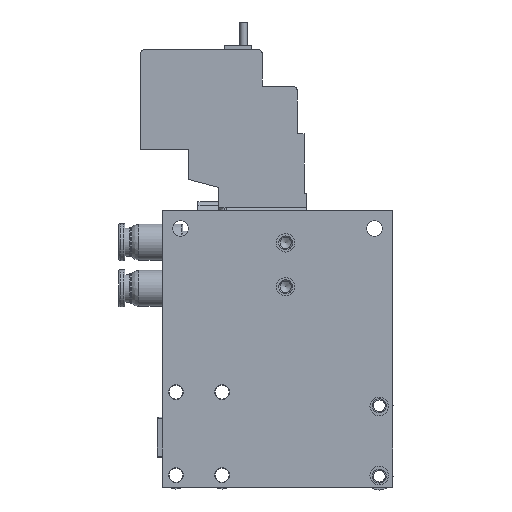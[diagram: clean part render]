
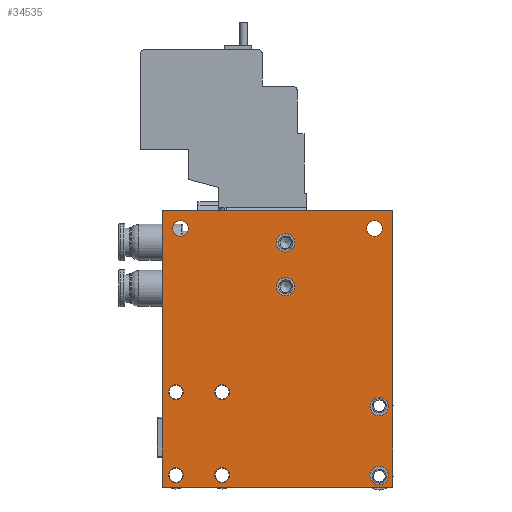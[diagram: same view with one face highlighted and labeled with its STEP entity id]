
A CAD part, front view. The second image highlights one B-rep face of the part: STEP entity #34535.
In plain terms, the highlighted planar face has unit normal (0, -1, 0).
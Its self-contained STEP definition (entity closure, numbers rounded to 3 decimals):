
#1919=FACE_BOUND('',#5839,.T.);
#1920=FACE_BOUND('',#5840,.T.);
#1921=FACE_BOUND('',#5841,.T.);
#1922=FACE_BOUND('',#5842,.T.);
#1923=FACE_BOUND('',#5843,.T.);
#1924=FACE_BOUND('',#5844,.T.);
#1925=FACE_BOUND('',#5845,.T.);
#1926=FACE_BOUND('',#5846,.T.);
#1927=FACE_BOUND('',#5847,.T.);
#1928=FACE_BOUND('',#5848,.T.);
#3771=FACE_OUTER_BOUND('',#5838,.T.);
#5838=EDGE_LOOP('',(#30395,#30396,#30397,#30398));
#5839=EDGE_LOOP('',(#30399));
#5840=EDGE_LOOP('',(#30400));
#5841=EDGE_LOOP('',(#30401));
#5842=EDGE_LOOP('',(#30402));
#5843=EDGE_LOOP('',(#30403));
#5844=EDGE_LOOP('',(#30404));
#5845=EDGE_LOOP('',(#30405));
#5846=EDGE_LOOP('',(#30406));
#5847=EDGE_LOOP('',(#30407));
#5848=EDGE_LOOP('',(#30408));
#9138=LINE('',#59073,#12400);
#9139=LINE('',#59075,#12401);
#9140=LINE('',#59077,#12402);
#9141=LINE('',#59078,#12403);
#12400=VECTOR('',#45125,10.);
#12401=VECTOR('',#45126,10.);
#12402=VECTOR('',#45127,10.);
#12403=VECTOR('',#45128,10.);
#13138=CIRCLE('',#37179,1.6);
#13139=CIRCLE('',#37180,2.);
#13140=CIRCLE('',#37181,2.);
#13141=CIRCLE('',#37182,1.6);
#13142=CIRCLE('',#37183,2.);
#13143=CIRCLE('',#37184,1.6);
#13144=CIRCLE('',#37185,1.7);
#13145=CIRCLE('',#37186,2.);
#13146=CIRCLE('',#37187,1.6);
#13147=CIRCLE('',#37188,1.7);
#16219=VERTEX_POINT('',#59071);
#16220=VERTEX_POINT('',#59072);
#16221=VERTEX_POINT('',#59074);
#16222=VERTEX_POINT('',#59076);
#16223=VERTEX_POINT('',#59079);
#16224=VERTEX_POINT('',#59081);
#16225=VERTEX_POINT('',#59083);
#16226=VERTEX_POINT('',#59085);
#16227=VERTEX_POINT('',#59087);
#16228=VERTEX_POINT('',#59089);
#16229=VERTEX_POINT('',#59091);
#16230=VERTEX_POINT('',#59093);
#16231=VERTEX_POINT('',#59095);
#16232=VERTEX_POINT('',#59097);
#20953=EDGE_CURVE('',#16219,#16220,#9138,.T.);
#20954=EDGE_CURVE('',#16220,#16221,#9139,.T.);
#20955=EDGE_CURVE('',#16221,#16222,#9140,.T.);
#20956=EDGE_CURVE('',#16222,#16219,#9141,.T.);
#20957=EDGE_CURVE('',#16223,#16223,#13138,.T.);
#20958=EDGE_CURVE('',#16224,#16224,#13139,.T.);
#20959=EDGE_CURVE('',#16225,#16225,#13140,.T.);
#20960=EDGE_CURVE('',#16226,#16226,#13141,.T.);
#20961=EDGE_CURVE('',#16227,#16227,#13142,.T.);
#20962=EDGE_CURVE('',#16228,#16228,#13143,.T.);
#20963=EDGE_CURVE('',#16229,#16229,#13144,.T.);
#20964=EDGE_CURVE('',#16230,#16230,#13145,.T.);
#20965=EDGE_CURVE('',#16231,#16231,#13146,.T.);
#20966=EDGE_CURVE('',#16232,#16232,#13147,.T.);
#30395=ORIENTED_EDGE('',*,*,#20953,.T.);
#30396=ORIENTED_EDGE('',*,*,#20954,.T.);
#30397=ORIENTED_EDGE('',*,*,#20955,.T.);
#30398=ORIENTED_EDGE('',*,*,#20956,.T.);
#30399=ORIENTED_EDGE('',*,*,#20957,.T.);
#30400=ORIENTED_EDGE('',*,*,#20958,.T.);
#30401=ORIENTED_EDGE('',*,*,#20959,.T.);
#30402=ORIENTED_EDGE('',*,*,#20960,.T.);
#30403=ORIENTED_EDGE('',*,*,#20961,.T.);
#30404=ORIENTED_EDGE('',*,*,#20962,.T.);
#30405=ORIENTED_EDGE('',*,*,#20963,.T.);
#30406=ORIENTED_EDGE('',*,*,#20964,.T.);
#30407=ORIENTED_EDGE('',*,*,#20965,.T.);
#30408=ORIENTED_EDGE('',*,*,#20966,.T.);
#31654=PLANE('',#37178);
#34535=ADVANCED_FACE('',(#3771,#1919,#1920,#1921,#1922,#1923,#1924,#1925,
#1926,#1927,#1928),#31654,.F.);
#37178=AXIS2_PLACEMENT_3D('',#59070,#45123,#45124);
#37179=AXIS2_PLACEMENT_3D('',#59080,#45129,#45130);
#37180=AXIS2_PLACEMENT_3D('',#59082,#45131,#45132);
#37181=AXIS2_PLACEMENT_3D('',#59084,#45133,#45134);
#37182=AXIS2_PLACEMENT_3D('',#59086,#45135,#45136);
#37183=AXIS2_PLACEMENT_3D('',#59088,#45137,#45138);
#37184=AXIS2_PLACEMENT_3D('',#59090,#45139,#45140);
#37185=AXIS2_PLACEMENT_3D('',#59092,#45141,#45142);
#37186=AXIS2_PLACEMENT_3D('',#59094,#45143,#45144);
#37187=AXIS2_PLACEMENT_3D('',#59096,#45145,#45146);
#37188=AXIS2_PLACEMENT_3D('',#59098,#45147,#45148);
#45123=DIRECTION('center_axis',(0.,1.,0.));
#45124=DIRECTION('ref_axis',(1.,0.,0.));
#45125=DIRECTION('',(-1.,0.,0.));
#45126=DIRECTION('',(0.,0.,-1.));
#45127=DIRECTION('',(1.,0.,0.));
#45128=DIRECTION('',(0.,0.,1.));
#45129=DIRECTION('center_axis',(0.,1.,0.));
#45130=DIRECTION('ref_axis',(1.,0.,0.));
#45131=DIRECTION('center_axis',(0.,1.,0.));
#45132=DIRECTION('ref_axis',(1.,0.,0.));
#45133=DIRECTION('center_axis',(0.,1.,0.));
#45134=DIRECTION('ref_axis',(1.,0.,0.));
#45135=DIRECTION('center_axis',(0.,1.,0.));
#45136=DIRECTION('ref_axis',(1.,0.,0.));
#45137=DIRECTION('center_axis',(0.,1.,0.));
#45138=DIRECTION('ref_axis',(1.,0.,0.));
#45139=DIRECTION('center_axis',(0.,1.,0.));
#45140=DIRECTION('ref_axis',(1.,0.,0.));
#45141=DIRECTION('center_axis',(0.,1.,0.));
#45142=DIRECTION('ref_axis',(1.,0.,0.));
#45143=DIRECTION('center_axis',(0.,1.,0.));
#45144=DIRECTION('ref_axis',(1.,0.,0.));
#45145=DIRECTION('center_axis',(0.,1.,0.));
#45146=DIRECTION('ref_axis',(1.,0.,0.));
#45147=DIRECTION('center_axis',(0.,1.,0.));
#45148=DIRECTION('ref_axis',(1.,0.,0.));
#59070=CARTESIAN_POINT('Origin',(25.,-3.,-20.));
#59071=CARTESIAN_POINT('',(50.,-3.,10.));
#59072=CARTESIAN_POINT('',(0.,-3.,10.));
#59073=CARTESIAN_POINT('',(50.,-3.,10.));
#59074=CARTESIAN_POINT('',(0.,-3.,-50.));
#59075=CARTESIAN_POINT('',(0.,-3.,10.));
#59076=CARTESIAN_POINT('',(50.,-3.,-50.));
#59077=CARTESIAN_POINT('',(0.,-3.,-50.));
#59078=CARTESIAN_POINT('',(50.,-3.,-50.));
#59079=CARTESIAN_POINT('',(1.389,-3.,-47.411));
#59080=CARTESIAN_POINT('Origin',(2.989,-3.,-47.411));
#59081=CARTESIAN_POINT('',(45.,-3.,-47.5));
#59082=CARTESIAN_POINT('Origin',(47.,-3.,-47.5));
#59083=CARTESIAN_POINT('',(45.,-3.,-32.5));
#59084=CARTESIAN_POINT('Origin',(47.,-3.,-32.5));
#59085=CARTESIAN_POINT('',(1.389,-3.,-29.411));
#59086=CARTESIAN_POINT('Origin',(2.989,-3.,-29.411));
#59087=CARTESIAN_POINT('',(24.749,-3.,-6.595));
#59088=CARTESIAN_POINT('Origin',(26.749,-3.,-6.595));
#59089=CARTESIAN_POINT('',(11.389,-3.,-47.411));
#59090=CARTESIAN_POINT('Origin',(12.989,-3.,-47.411));
#59091=CARTESIAN_POINT('',(44.3,-3.,6.));
#59092=CARTESIAN_POINT('Origin',(46.,-3.,6.));
#59093=CARTESIAN_POINT('',(24.749,-3.,2.905));
#59094=CARTESIAN_POINT('Origin',(26.749,-3.,2.905));
#59095=CARTESIAN_POINT('',(11.389,-3.,-29.411));
#59096=CARTESIAN_POINT('Origin',(12.989,-3.,-29.411));
#59097=CARTESIAN_POINT('',(2.3,-3.,6.));
#59098=CARTESIAN_POINT('Origin',(4.,-3.,6.));
